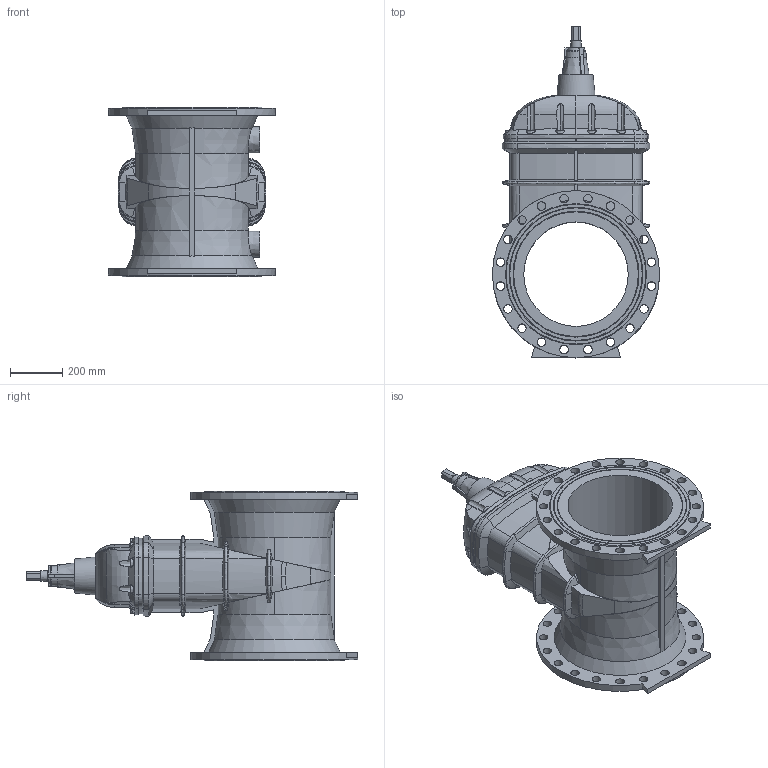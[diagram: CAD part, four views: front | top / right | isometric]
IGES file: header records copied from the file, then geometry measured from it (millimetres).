
Start section: SolidWorks IGES file using analytic representation for surfaces
Global section: file name: O_02_60_DN450.IGS; native system: SolidWorks 2012; preprocessor: SolidWorks 2012; author: skch; date: 150129.143744; units: millimetre
Bounding box: 640 x 1271 x 650 mm (x, y, z)
Surface area: 3516255.8 mm2 (no closed solid volume)
Topology: 0 solids, 0 shells, 455 faces, 3628 edges, 4534 vertices
Faces by surface type: revolution 353, bspline 102
